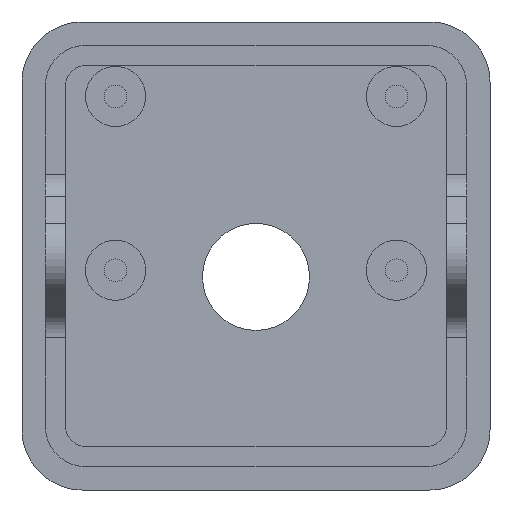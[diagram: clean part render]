
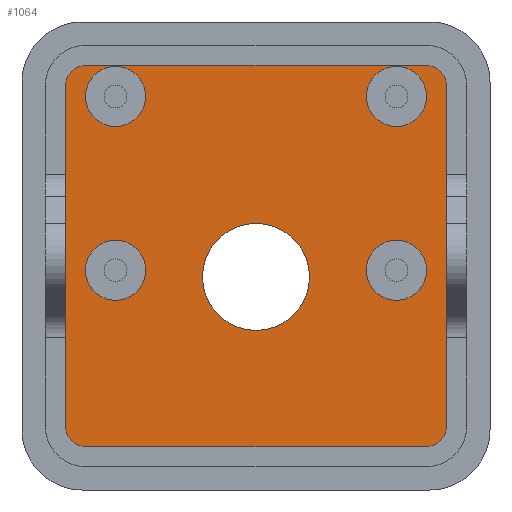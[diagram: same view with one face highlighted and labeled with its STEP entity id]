
A CAD part, front view. The second image highlights one B-rep face of the part: STEP entity #1064.
In plain terms, the highlighted planar face has unit normal (0, -1, 0).
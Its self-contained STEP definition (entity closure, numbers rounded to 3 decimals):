
#25=FACE_BOUND('',#221,.T.);
#26=FACE_BOUND('',#222,.T.);
#27=FACE_BOUND('',#223,.T.);
#28=FACE_BOUND('',#224,.T.);
#29=FACE_BOUND('',#225,.T.);
#58=PLANE('',#1210);
#149=FACE_OUTER_BOUND('',#220,.T.);
#220=EDGE_LOOP('',(#989,#990,#991,#992,#993,#994,#995,#996));
#221=EDGE_LOOP('',(#997));
#222=EDGE_LOOP('',(#998));
#223=EDGE_LOOP('',(#999));
#224=EDGE_LOOP('',(#1000));
#225=EDGE_LOOP('',(#1001));
#292=LINE('',#1804,#378);
#295=LINE('',#1812,#381);
#299=LINE('',#1821,#385);
#301=LINE('',#1828,#387);
#378=VECTOR('',#1479,10.);
#381=VECTOR('',#1488,10.);
#385=VECTOR('',#1498,10.);
#387=VECTOR('',#1506,10.);
#431=CIRCLE('',#1142,4.);
#441=CIRCLE('',#1161,2.25);
#443=CIRCLE('',#1165,2.25);
#445=CIRCLE('',#1169,2.25);
#447=CIRCLE('',#1173,2.25);
#456=CIRCLE('',#1189,1.5);
#457=CIRCLE('',#1192,1.5);
#458=CIRCLE('',#1195,1.5);
#459=CIRCLE('',#1198,1.5);
#521=VERTEX_POINT('',#1708);
#531=VERTEX_POINT('',#1742);
#533=VERTEX_POINT('',#1749);
#535=VERTEX_POINT('',#1756);
#537=VERTEX_POINT('',#1763);
#550=VERTEX_POINT('',#1801);
#551=VERTEX_POINT('',#1803);
#552=VERTEX_POINT('',#1807);
#553=VERTEX_POINT('',#1811);
#554=VERTEX_POINT('',#1815);
#555=VERTEX_POINT('',#1819);
#556=VERTEX_POINT('',#1823);
#557=VERTEX_POINT('',#1827);
#638=EDGE_CURVE('',#521,#521,#431,.T.);
#654=EDGE_CURVE('',#531,#531,#441,.T.);
#657=EDGE_CURVE('',#533,#533,#443,.T.);
#660=EDGE_CURVE('',#535,#535,#445,.T.);
#663=EDGE_CURVE('',#537,#537,#447,.T.);
#682=EDGE_CURVE('',#551,#550,#292,.T.);
#684=EDGE_CURVE('',#550,#552,#456,.T.);
#686=EDGE_CURVE('',#552,#553,#295,.T.);
#688=EDGE_CURVE('',#553,#554,#457,.T.);
#691=EDGE_CURVE('',#554,#555,#299,.T.);
#692=EDGE_CURVE('',#555,#556,#458,.T.);
#694=EDGE_CURVE('',#556,#557,#301,.T.);
#696=EDGE_CURVE('',#557,#551,#459,.T.);
#989=ORIENTED_EDGE('',*,*,#682,.T.);
#990=ORIENTED_EDGE('',*,*,#684,.T.);
#991=ORIENTED_EDGE('',*,*,#686,.T.);
#992=ORIENTED_EDGE('',*,*,#688,.T.);
#993=ORIENTED_EDGE('',*,*,#691,.T.);
#994=ORIENTED_EDGE('',*,*,#692,.T.);
#995=ORIENTED_EDGE('',*,*,#694,.T.);
#996=ORIENTED_EDGE('',*,*,#696,.T.);
#997=ORIENTED_EDGE('',*,*,#638,.T.);
#998=ORIENTED_EDGE('',*,*,#654,.T.);
#999=ORIENTED_EDGE('',*,*,#657,.T.);
#1000=ORIENTED_EDGE('',*,*,#660,.T.);
#1001=ORIENTED_EDGE('',*,*,#663,.T.);
#1064=ADVANCED_FACE('',(#149,#25,#26,#27,#28,#29),#58,.F.);
#1142=AXIS2_PLACEMENT_3D('',#1709,#1368,#1369);
#1161=AXIS2_PLACEMENT_3D('',#1744,#1412,#1413);
#1165=AXIS2_PLACEMENT_3D('',#1751,#1421,#1422);
#1169=AXIS2_PLACEMENT_3D('',#1758,#1430,#1431);
#1173=AXIS2_PLACEMENT_3D('',#1765,#1439,#1440);
#1189=AXIS2_PLACEMENT_3D('',#1808,#1483,#1484);
#1192=AXIS2_PLACEMENT_3D('',#1816,#1492,#1493);
#1195=AXIS2_PLACEMENT_3D('',#1824,#1501,#1502);
#1198=AXIS2_PLACEMENT_3D('',#1831,#1510,#1511);
#1210=AXIS2_PLACEMENT_3D('',#1852,#1543,#1544);
#1368=DIRECTION('center_axis',(0.,1.,0.));
#1369=DIRECTION('ref_axis',(1.,0.,0.));
#1412=DIRECTION('center_axis',(0.,1.,0.));
#1413=DIRECTION('ref_axis',(1.,0.,0.));
#1421=DIRECTION('center_axis',(0.,1.,0.));
#1422=DIRECTION('ref_axis',(1.,0.,0.));
#1430=DIRECTION('center_axis',(0.,1.,0.));
#1431=DIRECTION('ref_axis',(1.,0.,0.));
#1439=DIRECTION('center_axis',(0.,1.,0.));
#1440=DIRECTION('ref_axis',(1.,0.,0.));
#1479=DIRECTION('',(0.,0.,1.));
#1483=DIRECTION('center_axis',(0.,-1.,0.));
#1484=DIRECTION('ref_axis',(0.,0.,-1.));
#1488=DIRECTION('',(-1.,0.,0.));
#1492=DIRECTION('center_axis',(0.,-1.,0.));
#1493=DIRECTION('ref_axis',(1.,0.,0.));
#1498=DIRECTION('',(0.,0.,-1.));
#1501=DIRECTION('center_axis',(0.,-1.,0.));
#1502=DIRECTION('ref_axis',(0.,0.,1.));
#1506=DIRECTION('',(1.,0.,0.));
#1510=DIRECTION('center_axis',(0.,-1.,0.));
#1511=DIRECTION('ref_axis',(-1.,0.,0.));
#1543=DIRECTION('center_axis',(0.,1.,0.));
#1544=DIRECTION('ref_axis',(0.,0.,1.));
#1708=CARTESIAN_POINT('',(-4.,0.,-1.563));
#1709=CARTESIAN_POINT('Origin',(0.,0.,-1.563));
#1742=CARTESIAN_POINT('',(-12.75,0.,11.938));
#1744=CARTESIAN_POINT('Origin',(-10.5,0.,11.938));
#1749=CARTESIAN_POINT('',(8.25,0.,11.938));
#1751=CARTESIAN_POINT('Origin',(10.5,0.,11.938));
#1756=CARTESIAN_POINT('',(-12.75,0.,-1.063));
#1758=CARTESIAN_POINT('Origin',(-10.5,0.,-1.063));
#1763=CARTESIAN_POINT('',(8.25,0.,-1.063));
#1765=CARTESIAN_POINT('Origin',(10.5,0.,-1.063));
#1801=CARTESIAN_POINT('',(14.25,0.,12.75));
#1803=CARTESIAN_POINT('',(14.25,0.,-12.75));
#1804=CARTESIAN_POINT('',(14.25,0.,6.375));
#1807=CARTESIAN_POINT('',(12.75,0.,14.25));
#1808=CARTESIAN_POINT('Origin',(12.75,0.,12.75));
#1811=CARTESIAN_POINT('',(-12.75,0.,14.25));
#1812=CARTESIAN_POINT('',(-6.375,0.,14.25));
#1815=CARTESIAN_POINT('',(-14.25,0.,12.75));
#1816=CARTESIAN_POINT('Origin',(-12.75,0.,12.75));
#1819=CARTESIAN_POINT('',(-14.25,0.,-12.75));
#1821=CARTESIAN_POINT('',(-14.25,0.,-6.375));
#1823=CARTESIAN_POINT('',(-12.75,0.,-14.25));
#1824=CARTESIAN_POINT('Origin',(-12.75,0.,-12.75));
#1827=CARTESIAN_POINT('',(12.75,0.,-14.25));
#1828=CARTESIAN_POINT('',(6.375,0.,-14.25));
#1831=CARTESIAN_POINT('Origin',(12.75,0.,-12.75));
#1852=CARTESIAN_POINT('Origin',(0.,0.,0.));
